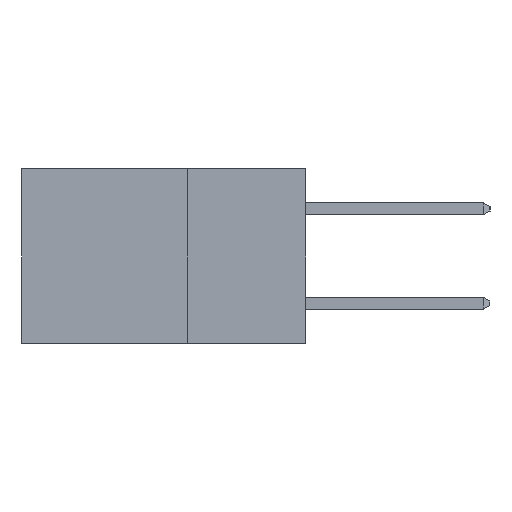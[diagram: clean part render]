
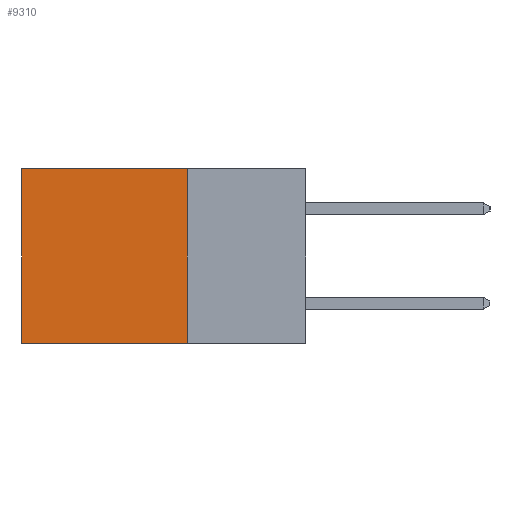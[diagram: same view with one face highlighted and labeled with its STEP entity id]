
A CAD part, left-side view. The second image highlights one B-rep face of the part: STEP entity #9310.
In plain terms, the highlighted planar face has unit normal (-1, 0, 0).
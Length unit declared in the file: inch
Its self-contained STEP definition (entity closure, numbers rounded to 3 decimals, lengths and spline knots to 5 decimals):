
#1331 = DIRECTION ( 'NONE',  ( 1., 0., 0. ) ) ;
#4638 = DIRECTION ( 'NONE',  ( 0., 1., 0. ) ) ;
#5403 = FACE_OUTER_BOUND ( 'NONE', #10694, .T. ) ;
#5581 = CARTESIAN_POINT ( 'NONE',  ( 0.2615, 0.6, 0. ) ) ;
#5611 = EDGE_CURVE ( 'NONE', #14035, #13772, #10006, .T. ) ;
#7714 = DIRECTION ( 'NONE',  ( 0., 0., -1. ) ) ;
#8932 = LINE ( 'NONE', #21351, #18194 ) ;
#9310 = ADVANCED_FACE ( 'NONE', ( #5403 ), #13642, .F. ) ;
#10006 = LINE ( 'NONE', #12035, #11622 ) ;
#10496 = EDGE_CURVE ( 'NONE', #23429, #11574, #8932, .T. ) ;
#10565 = CARTESIAN_POINT ( 'NONE',  ( 0.2615, 0.25, 0. ) ) ;
#10694 = EDGE_LOOP ( 'NONE', ( #21254, #19791, #19469, #20478 ) ) ;
#10731 = CARTESIAN_POINT ( 'NONE',  ( 0.2615, 0.25, -0.37 ) ) ;
#11574 = VERTEX_POINT ( 'NONE', #19936 ) ;
#11622 = VECTOR ( 'NONE', #12435, 39.37008 ) ;
#12035 = CARTESIAN_POINT ( 'NONE',  ( 0.2615, 0.25, -0.37 ) ) ;
#12122 = AXIS2_PLACEMENT_3D ( 'NONE', #19865, #1331, #7714 ) ;
#12376 = EDGE_CURVE ( 'NONE', #13772, #11574, #14460, .T. ) ;
#12435 = DIRECTION ( 'NONE',  ( 0., 0., -1. ) ) ;
#13642 = PLANE ( 'NONE',  #12122 ) ;
#13772 = VERTEX_POINT ( 'NONE', #10731 ) ;
#14035 = VERTEX_POINT ( 'NONE', #10565 ) ;
#14460 = LINE ( 'NONE', #17260, #18631 ) ;
#17260 = CARTESIAN_POINT ( 'NONE',  ( 0.2615, 0.25, -0.37 ) ) ;
#18194 = VECTOR ( 'NONE', #23386, 39.37008 ) ;
#18631 = VECTOR ( 'NONE', #25532, 39.37008 ) ;
#19469 = ORIENTED_EDGE ( 'NONE', *, *, #5611, .F. ) ;
#19791 = ORIENTED_EDGE ( 'NONE', *, *, #12376, .F. ) ;
#19865 = CARTESIAN_POINT ( 'NONE',  ( 0.2615, 0.25, -0.37 ) ) ;
#19936 = CARTESIAN_POINT ( 'NONE',  ( 0.2615, 0.6, -0.37 ) ) ;
#20478 = ORIENTED_EDGE ( 'NONE', *, *, #21938, .T. ) ;
#21124 = CARTESIAN_POINT ( 'NONE',  ( 0.2615, 0.25, 0. ) ) ;
#21251 = LINE ( 'NONE', #21124, #23223 ) ;
#21254 = ORIENTED_EDGE ( 'NONE', *, *, #10496, .T. ) ;
#21351 = CARTESIAN_POINT ( 'NONE',  ( 0.2615, 0.6, -0.37 ) ) ;
#21938 = EDGE_CURVE ( 'NONE', #14035, #23429, #21251, .T. ) ;
#23223 = VECTOR ( 'NONE', #4638, 39.37008 ) ;
#23386 = DIRECTION ( 'NONE',  ( 0., 0., -1. ) ) ;
#23429 = VERTEX_POINT ( 'NONE', #5581 ) ;
#25532 = DIRECTION ( 'NONE',  ( 0., 1., 0. ) ) ;
